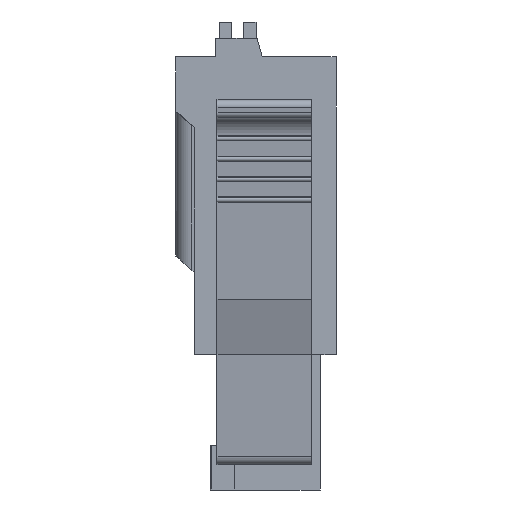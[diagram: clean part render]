
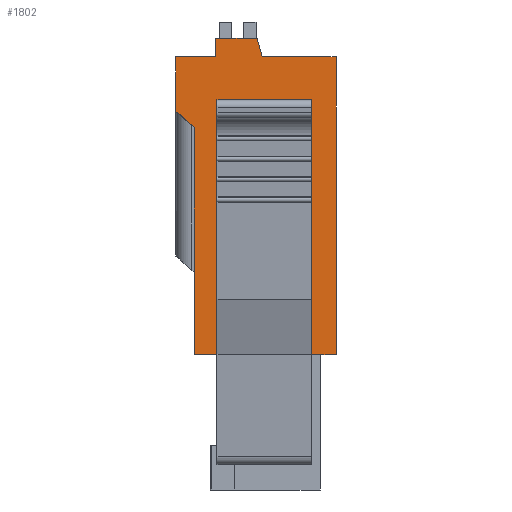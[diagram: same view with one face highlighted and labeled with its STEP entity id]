
A CAD part, left-side view. The second image highlights one B-rep face of the part: STEP entity #1802.
In plain terms, the highlighted planar face has unit normal (-1, 0, 0).
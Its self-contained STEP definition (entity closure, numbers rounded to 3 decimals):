
#1802 = ADVANCED_FACE( '', ( #4444, #4445 ), #4446, .F. );
#4444 = FACE_OUTER_BOUND( '', #8095, .T. );
#4445 = FACE_BOUND( '', #8096, .T. );
#4446 = PLANE( '', #8097 );
#8095 = EDGE_LOOP( '', ( #12795, #12796, #12797, #12798, #12799, #12800, #12801, #12802, #12803, #12804 ) );
#8096 = EDGE_LOOP( '', ( #12805, #12806, #12807, #12808 ) );
#8097 = AXIS2_PLACEMENT_3D( '', #12809, #12810, #12811 );
#12795 = ORIENTED_EDGE( '', *, *, #23964, .F. );
#12796 = ORIENTED_EDGE( '', *, *, #23965, .F. );
#12797 = ORIENTED_EDGE( '', *, *, #23966, .F. );
#12798 = ORIENTED_EDGE( '', *, *, #23967, .F. );
#12799 = ORIENTED_EDGE( '', *, *, #23968, .F. );
#12800 = ORIENTED_EDGE( '', *, *, #23886, .F. );
#12801 = ORIENTED_EDGE( '', *, *, #23969, .F. );
#12802 = ORIENTED_EDGE( '', *, *, #23970, .F. );
#12803 = ORIENTED_EDGE( '', *, *, #23971, .F. );
#12804 = ORIENTED_EDGE( '', *, *, #23972, .F. );
#12805 = ORIENTED_EDGE( '', *, *, #23973, .F. );
#12806 = ORIENTED_EDGE( '', *, *, #23974, .T. );
#12807 = ORIENTED_EDGE( '', *, *, #23975, .T. );
#12808 = ORIENTED_EDGE( '', *, *, #23976, .F. );
#12809 = CARTESIAN_POINT( '', ( -12.6, 0., 0. ) );
#12810 = DIRECTION( '', ( 1., 0., 0. ) );
#12811 = DIRECTION( '', ( 0., 0., -1. ) );
#23886 = EDGE_CURVE( '', #29296, #29298, #29299, .T. );
#23964 = EDGE_CURVE( '', #29435, #29436, #29437, .T. );
#23965 = EDGE_CURVE( '', #29438, #29435, #29439, .T. );
#23966 = EDGE_CURVE( '', #29440, #29438, #29441, .T. );
#23967 = EDGE_CURVE( '', #29442, #29440, #29443, .T. );
#23968 = EDGE_CURVE( '', #29298, #29442, #29444, .T. );
#23969 = EDGE_CURVE( '', #29445, #29296, #29446, .T. );
#23970 = EDGE_CURVE( '', #29447, #29445, #29448, .T. );
#23971 = EDGE_CURVE( '', #29449, #29447, #29450, .T. );
#23972 = EDGE_CURVE( '', #29436, #29449, #29451, .T. );
#23973 = EDGE_CURVE( '', #29452, #29453, #29454, .T. );
#23974 = EDGE_CURVE( '', #29452, #29455, #29456, .T. );
#23975 = EDGE_CURVE( '', #29455, #29457, #29458, .T. );
#23976 = EDGE_CURVE( '', #29453, #29457, #29459, .T. );
#29296 = VERTEX_POINT( '', #37030 );
#29298 = VERTEX_POINT( '', #37033 );
#29299 = LINE( '', #37034, #37035 );
#29435 = VERTEX_POINT( '', #37232 );
#29436 = VERTEX_POINT( '', #37233 );
#29437 = LINE( '', #37234, #37235 );
#29438 = VERTEX_POINT( '', #37236 );
#29439 = LINE( '', #37237, #37238 );
#29440 = VERTEX_POINT( '', #37239 );
#29441 = LINE( '', #37240, #37241 );
#29442 = VERTEX_POINT( '', #37242 );
#29443 = LINE( '', #37243, #37244 );
#29444 = LINE( '', #37245, #37246 );
#29445 = VERTEX_POINT( '', #37247 );
#29446 = LINE( '', #37248, #37249 );
#29447 = VERTEX_POINT( '', #37250 );
#29448 = LINE( '', #37251, #37252 );
#29449 = VERTEX_POINT( '', #37253 );
#29450 = LINE( '', #37254, #37255 );
#29451 = LINE( '', #37256, #37257 );
#29452 = VERTEX_POINT( '', #37258 );
#29453 = VERTEX_POINT( '', #37259 );
#29454 = LINE( '', #37260, #37261 );
#29455 = VERTEX_POINT( '', #37262 );
#29456 = LINE( '', #37263, #37264 );
#29457 = VERTEX_POINT( '', #37265 );
#29458 = LINE( '', #37266, #37267 );
#29459 = LINE( '', #37268, #37269 );
#37030 = CARTESIAN_POINT( '', ( -12.6, 3.9, 7.25 ) );
#37033 = CARTESIAN_POINT( '', ( -12.6, 1.95, 7.25 ) );
#37034 = CARTESIAN_POINT( '', ( -12.6, 3.9, 7.25 ) );
#37035 = VECTOR( '', #46116, 1000. );
#37232 = CARTESIAN_POINT( '', ( -12.6, -3.9, 7.25 ) );
#37233 = CARTESIAN_POINT( '', ( -12.6, -3.9, -7.25 ) );
#37234 = CARTESIAN_POINT( '', ( -12.6, -3.9, 7.25 ) );
#37235 = VECTOR( '', #46187, 1000. );
#37236 = CARTESIAN_POINT( '', ( -12.6, -0.3, 7.25 ) );
#37237 = CARTESIAN_POINT( '', ( -12.6, -0.3, 7.25 ) );
#37238 = VECTOR( '', #46188, 1000. );
#37239 = CARTESIAN_POINT( '', ( -12.6, -0.05, 8.15 ) );
#37240 = CARTESIAN_POINT( '', ( -12.6, -0.05, 8.15 ) );
#37241 = VECTOR( '', #46189, 1000. );
#37242 = CARTESIAN_POINT( '', ( -12.6, 1.95, 8.15 ) );
#37243 = CARTESIAN_POINT( '', ( -12.6, 1.95, 8.15 ) );
#37244 = VECTOR( '', #46190, 1000. );
#37245 = CARTESIAN_POINT( '', ( -12.6, 1.95, 7.25 ) );
#37246 = VECTOR( '', #46191, 1000. );
#37247 = CARTESIAN_POINT( '', ( -12.6, 3.9, 4.6 ) );
#37248 = CARTESIAN_POINT( '', ( -12.6, 3.9, 4.6 ) );
#37249 = VECTOR( '', #46192, 1000. );
#37250 = CARTESIAN_POINT( '', ( -12.6, 3., 3.8 ) );
#37251 = CARTESIAN_POINT( '', ( -12.6, 3., 3.8 ) );
#37252 = VECTOR( '', #46193, 1000. );
#37253 = CARTESIAN_POINT( '', ( -12.6, 3., -7.25 ) );
#37254 = CARTESIAN_POINT( '', ( -12.6, 3., -7.25 ) );
#37255 = VECTOR( '', #46194, 1000. );
#37256 = CARTESIAN_POINT( '', ( -12.6, -3.9, -7.25 ) );
#37257 = VECTOR( '', #46195, 1000. );
#37258 = CARTESIAN_POINT( '', ( -12.6, -2.7, -4.31 ) );
#37259 = CARTESIAN_POINT( '', ( -12.6, -2.7, -2.97 ) );
#37260 = CARTESIAN_POINT( '', ( -12.6, -2.7, -4.31 ) );
#37261 = VECTOR( '', #46196, 1000. );
#37262 = CARTESIAN_POINT( '', ( -12.6, 1.9, -4.31 ) );
#37263 = CARTESIAN_POINT( '', ( -12.6, -2.7, -4.31 ) );
#37264 = VECTOR( '', #46197, 1000. );
#37265 = CARTESIAN_POINT( '', ( -12.6, 1.9, -2.97 ) );
#37266 = CARTESIAN_POINT( '', ( -12.6, 1.9, -4.31 ) );
#37267 = VECTOR( '', #46198, 1000. );
#37268 = CARTESIAN_POINT( '', ( -12.6, -2.7, -2.97 ) );
#37269 = VECTOR( '', #46199, 1000. );
#46116 = DIRECTION( '', ( 0., -1., 0. ) );
#46187 = DIRECTION( '', ( 0., 0., -1. ) );
#46188 = DIRECTION( '', ( 0., -1., 0. ) );
#46189 = DIRECTION( '', ( 0., -0.268, -0.964 ) );
#46190 = DIRECTION( '', ( 0., -1., 0. ) );
#46191 = DIRECTION( '', ( 0., 0., 1. ) );
#46192 = DIRECTION( '', ( 0., 0., 1. ) );
#46193 = DIRECTION( '', ( 0., 0.747, 0.664 ) );
#46194 = DIRECTION( '', ( 0., 0., 1. ) );
#46195 = DIRECTION( '', ( 0., 1., 0. ) );
#46196 = DIRECTION( '', ( 0., 0., 1. ) );
#46197 = DIRECTION( '', ( 0., 1., 0. ) );
#46198 = DIRECTION( '', ( 0., 0., 1. ) );
#46199 = DIRECTION( '', ( 0., 1., 0. ) );
